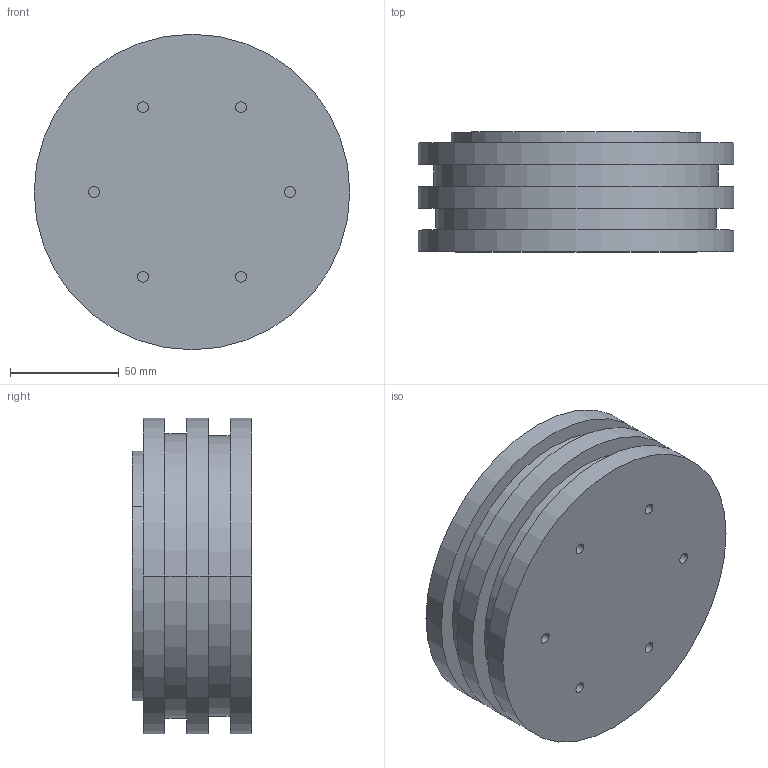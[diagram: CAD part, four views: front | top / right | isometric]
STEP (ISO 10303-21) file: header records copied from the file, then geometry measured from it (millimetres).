
FILE_DESCRIPTION (( 'STEP AP214' ), '1' );
FILE_NAME ('Plunger_Assembly.STEP', '2025-02-03T16:54:26', ( '' ), ( '' ), 'SwSTEP 2.0', 'SolidWorks 2024', '' );
FILE_SCHEMA (( 'AUTOMOTIVE_DESIGN' ));
Length unit declared in the file: millimetre
Products named in the file (3): Unattached_plunger_top; Unattached_plunger_bottom; Plunger_Assembly
Assembly tree (2 placements, depth 2):
  Plunger_Assembly
    Unattached_plunger_bottom
    Unattached_plunger_top
Bounding box: 145 x 55 x 145 mm (x, y, z)
Volume: 774699.1 mm3; surface area: 113718.5 mm2
Topology: 2 solids, 2 shells, 62 faces, 140 edges, 82 vertices
Faces by surface type: cylinder 30, cone 16, plane 16
Entity records: 1862 total; most frequent: DIRECTION 368, CARTESIAN_POINT 289, ORIENTED_EDGE 280, AXIS2_PLACEMENT_3D 161, EDGE_CURVE 140, CIRCLE 94, VERTEX_POINT 82, EDGE_LOOP 76
